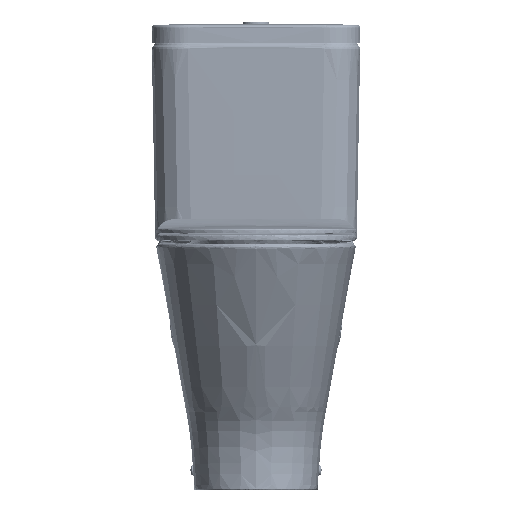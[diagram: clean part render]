
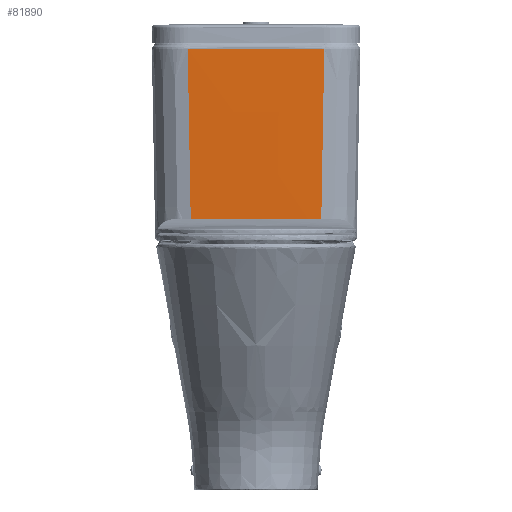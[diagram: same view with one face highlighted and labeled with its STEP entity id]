
A CAD part, front view. The second image highlights one B-rep face of the part: STEP entity #81890.
In plain terms, the highlighted free-form (B-spline) face has degree [3, 3] with [4, 4] control points.
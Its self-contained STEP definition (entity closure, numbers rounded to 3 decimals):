
#12088=(
BOUNDED_CURVE()
B_SPLINE_CURVE(3,(#493247,#493248,#493249,#493250),.UNSPECIFIED.,.F.,.F.)
B_SPLINE_CURVE_WITH_KNOTS((4,4),(-1.,0.),.UNSPECIFIED.)
CURVE()
GEOMETRIC_REPRESENTATION_ITEM()
RATIONAL_B_SPLINE_CURVE((1.,1.,1.,1.))
REPRESENTATION_ITEM('')
);
#12224=(
BOUNDED_CURVE()
B_SPLINE_CURVE(3,(#494530,#494531,#494532,#494533),.UNSPECIFIED.,.F.,.F.)
B_SPLINE_CURVE_WITH_KNOTS((4,4),(0.,1.),.UNSPECIFIED.)
CURVE()
GEOMETRIC_REPRESENTATION_ITEM()
RATIONAL_B_SPLINE_CURVE((1.,1.,1.,1.))
REPRESENTATION_ITEM('')
);
#17227=(
BOUNDED_SURFACE()
B_SPLINE_SURFACE(3,3,((#480502,#480503,#480504,#480505),(#480506,#480507,
#480508,#480509),(#480510,#480511,#480512,#480513),(#480514,#480515,#480516,
#480517)),.UNSPECIFIED.,.F.,.F.,.F.)
B_SPLINE_SURFACE_WITH_KNOTS((4,4),(4,4),(0.168,0.832),
(0.03,0.976),.UNSPECIFIED.)
GEOMETRIC_REPRESENTATION_ITEM()
RATIONAL_B_SPLINE_SURFACE(((1.,1.,1.,1.),(1.,1.,1.,1.),(1.,1.,1.,1.),(1.,
1.,1.,1.)))
REPRESENTATION_ITEM('')
SURFACE()
);
#81890=ADVANCED_FACE('',(#89893),#17227,.T.);
#89893=FACE_OUTER_BOUND('',#98171,.T.);
#98171=EDGE_LOOP('',(#124133,#124134,#124135,#124136));
#124133=ORIENTED_EDGE('',*,*,#160747,.F.);
#124134=ORIENTED_EDGE('',*,*,#161026,.F.);
#124135=ORIENTED_EDGE('',*,*,#160749,.F.);
#124136=ORIENTED_EDGE('',*,*,#160792,.T.);
#160747=EDGE_CURVE('',#211025,#211024,#183506,.T.);
#160749=EDGE_CURVE('',#211028,#211027,#183508,.T.);
#160792=EDGE_CURVE('',#211028,#211024,#12088,.T.);
#161026=EDGE_CURVE('',#211027,#211025,#12224,.T.);
#183506=B_SPLINE_CURVE_WITH_KNOTS('',3,(#492977,#492978,#492979,#492980,
#492981,#492982,#492983,#492984,#492985,#492986),.UNSPECIFIED.,.F.,.F.,
(4,2,2,2,4),(2.,2.269,2.308,2.616,3.),
 .UNSPECIFIED.);
#183508=B_SPLINE_CURVE_WITH_KNOTS('',3,(#493027,#493028,#493029,#493030,
#493031,#493032,#493033,#493034,#493035,#493036),.UNSPECIFIED.,.F.,.F.,
(4,2,2,2,4),(4.,4.267,4.308,4.616,5.),
 .UNSPECIFIED.);
#211024=VERTEX_POINT('',#492633);
#211025=VERTEX_POINT('',#492634);
#211027=VERTEX_POINT('',#492636);
#211028=VERTEX_POINT('',#492637);
#480502=CARTESIAN_POINT('',(123.409,-151.369,790.354));
#480503=CARTESIAN_POINT('',(122.095,-148.9,676.866));
#480504=CARTESIAN_POINT('',(120.781,-146.432,563.378));
#480505=CARTESIAN_POINT('',(119.467,-143.963,449.89));
#480506=CARTESIAN_POINT('',(41.145,-152.541,790.354));
#480507=CARTESIAN_POINT('',(40.707,-150.06,676.866));
#480508=CARTESIAN_POINT('',(40.268,-147.579,563.379));
#480509=CARTESIAN_POINT('',(39.83,-145.098,449.891));
#480510=CARTESIAN_POINT('',(-41.145,-152.541,790.354));
#480511=CARTESIAN_POINT('',(-40.707,-150.06,676.866));
#480512=CARTESIAN_POINT('',(-40.268,-147.579,563.379));
#480513=CARTESIAN_POINT('',(-39.83,-145.098,449.891));
#480514=CARTESIAN_POINT('',(-123.409,-151.369,790.354));
#480515=CARTESIAN_POINT('',(-122.095,-148.9,676.866));
#480516=CARTESIAN_POINT('',(-120.781,-146.432,563.378));
#480517=CARTESIAN_POINT('',(-119.467,-143.963,449.89));
#492633=CARTESIAN_POINT('',(115.999,-144.012,449.89));
#492634=CARTESIAN_POINT('',(121.923,-151.345,788.323));
#492636=CARTESIAN_POINT('',(-121.923,-151.345,788.323));
#492637=CARTESIAN_POINT('',(-115.999,-144.012,449.89));
#492977=CARTESIAN_POINT('',(121.923,-151.345,788.323));
#492978=CARTESIAN_POINT('',(121.391,-150.688,757.981));
#492979=CARTESIAN_POINT('',(120.86,-150.03,727.638));
#492980=CARTESIAN_POINT('',(120.252,-149.277,692.891));
#492981=CARTESIAN_POINT('',(120.175,-149.182,688.486));
#492982=CARTESIAN_POINT('',(119.49,-148.334,649.335));
#492983=CARTESIAN_POINT('',(118.882,-147.581,614.587));
#492984=CARTESIAN_POINT('',(117.516,-145.889,536.524));
#492985=CARTESIAN_POINT('',(116.757,-144.951,493.207));
#492986=CARTESIAN_POINT('',(115.999,-144.012,449.89));
#493027=CARTESIAN_POINT('',(-115.999,-144.012,449.89));
#493028=CARTESIAN_POINT('',(-116.527,-144.666,480.064));
#493029=CARTESIAN_POINT('',(-117.056,-145.32,510.237));
#493030=CARTESIAN_POINT('',(-117.664,-146.073,544.984));
#493031=CARTESIAN_POINT('',(-117.744,-146.172,549.558));
#493032=CARTESIAN_POINT('',(-118.432,-147.024,588.879));
#493033=CARTESIAN_POINT('',(-119.04,-147.777,623.627));
#493034=CARTESIAN_POINT('',(-120.406,-149.468,701.69));
#493035=CARTESIAN_POINT('',(-121.164,-150.407,745.007));
#493036=CARTESIAN_POINT('',(-121.923,-151.345,788.323));
#493247=CARTESIAN_POINT('',(-115.999,-144.012,449.89));
#493248=CARTESIAN_POINT('',(-38.672,-145.082,449.891));
#493249=CARTESIAN_POINT('',(38.67,-145.082,449.891));
#493250=CARTESIAN_POINT('',(115.999,-144.012,449.89));
#494530=CARTESIAN_POINT('',(-121.923,-151.345,788.323));
#494531=CARTESIAN_POINT('',(-40.646,-152.49,788.323));
#494532=CARTESIAN_POINT('',(40.646,-152.49,788.323));
#494533=CARTESIAN_POINT('',(121.923,-151.345,788.323));
